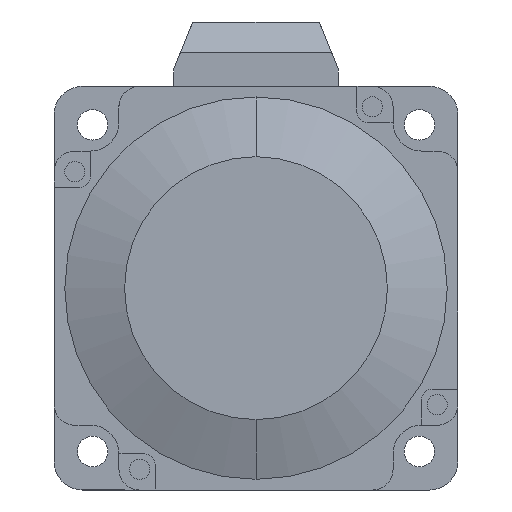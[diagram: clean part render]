
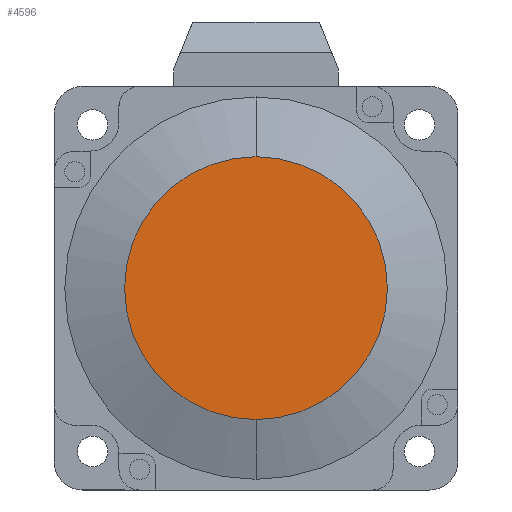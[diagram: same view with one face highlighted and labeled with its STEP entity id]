
A CAD part, front view. The second image highlights one B-rep face of the part: STEP entity #4596.
In plain terms, the highlighted planar face has unit normal (0, -1, 0).
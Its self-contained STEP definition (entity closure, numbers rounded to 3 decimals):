
#381 = DIRECTION ( 'NONE',  ( 0., 1., 0. ) ) ;
#404 = CIRCLE ( 'NONE', #2202, 28. ) ;
#598 = CIRCLE ( 'NONE', #7586, 28. ) ;
#918 = AXIS2_PLACEMENT_3D ( 'NONE', #4391, #1584, #6557 ) ;
#1109 = CARTESIAN_POINT ( 'NONE',  ( 0., -4.5, 28. ) ) ;
#1375 = ORIENTED_EDGE ( 'NONE', *, *, #4833, .F. ) ;
#1584 = DIRECTION ( 'NONE',  ( 0., -1., 0. ) ) ;
#1771 = EDGE_LOOP ( 'NONE', ( #3788, #1375 ) ) ;
#2202 = AXIS2_PLACEMENT_3D ( 'NONE', #3072, #8034, #3807 ) ;
#2853 = FACE_OUTER_BOUND ( 'NONE', #1771, .T. ) ;
#3072 = CARTESIAN_POINT ( 'NONE',  ( 0., -4.5, 0. ) ) ;
#3788 = ORIENTED_EDGE ( 'NONE', *, *, #8453, .F. ) ;
#3807 = DIRECTION ( 'NONE',  ( 0., 0., 1. ) ) ;
#4089 = VERTEX_POINT ( 'NONE', #7629 ) ;
#4391 = CARTESIAN_POINT ( 'NONE',  ( 0., -4.5, 0. ) ) ;
#4596 = ADVANCED_FACE ( 'NONE', ( #2853 ), #5842, .T. ) ;
#4651 = CARTESIAN_POINT ( 'NONE',  ( 0., -4.5, 0. ) ) ;
#4833 = EDGE_CURVE ( 'NONE', #4089, #7487, #598, .T. ) ;
#5377 = DIRECTION ( 'NONE',  ( 0., 0., 1. ) ) ;
#5842 = PLANE ( 'NONE',  #918 ) ;
#6557 = DIRECTION ( 'NONE',  ( 0., 0., -1. ) ) ;
#7487 = VERTEX_POINT ( 'NONE', #1109 ) ;
#7586 = AXIS2_PLACEMENT_3D ( 'NONE', #4651, #381, #5377 ) ;
#7629 = CARTESIAN_POINT ( 'NONE',  ( 0., -4.5, -28. ) ) ;
#8034 = DIRECTION ( 'NONE',  ( 0., 1., 0. ) ) ;
#8453 = EDGE_CURVE ( 'NONE', #7487, #4089, #404, .T. ) ;
